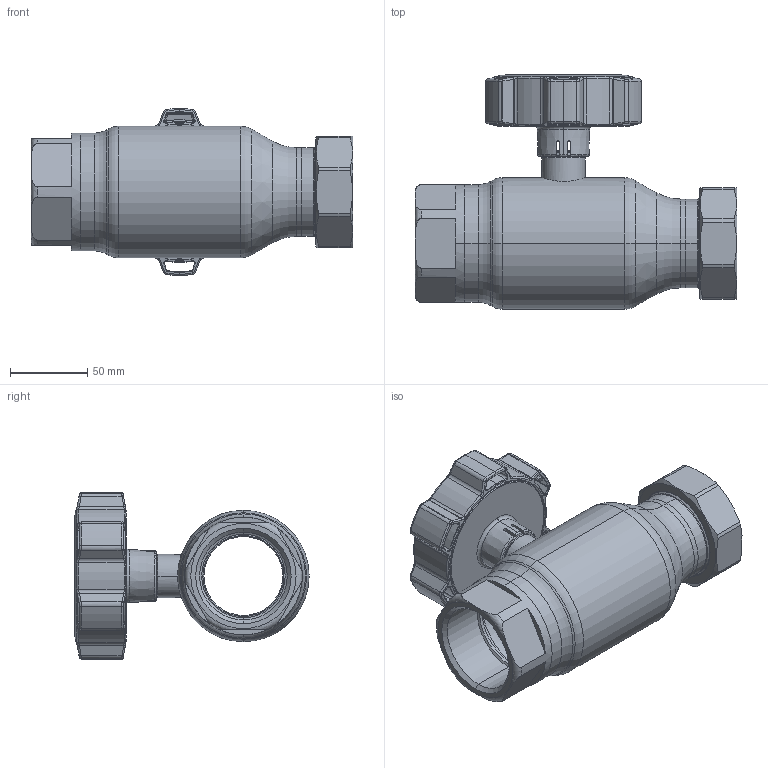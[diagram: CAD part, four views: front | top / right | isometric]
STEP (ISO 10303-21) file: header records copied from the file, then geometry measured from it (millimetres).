
FILE_DESCRIPTION (( 'STEP AP214' ), '1' );
FILE_NAME ('2050002200-0200.step', '2024-01-11T11:27:15', ( '' ), ( '' ), 'SwSTEP 2.0', 'SolidWorks 2021', '' );
FILE_SCHEMA (( 'AUTOMOTIVE_DESIGN' ));
Length unit declared in the file: millimetre
Products named in the file (1): 2050002200-0200
Bounding box: 208.2 x 151.5 x 107.98 mm (x, y, z)
Surface area: 125133.3 mm2 (no closed solid volume)
Topology: 0 solids, 14 shells, 538 faces, 1558 edges, 1003 vertices
Faces by surface type: bspline 145, cylinder 134, plane 115, torus 77, cone 61, sphere 6
Entity records: 31701 total; most frequent: CARTESIAN_POINT 13052, ORIENTED_EDGE 2740, DIRECTION 2335, EDGE_CURVE 1558, VERTEX_POINT 1003, AXIS2_PLACEMENT_3D 934, EDGE_LOOP 572, UNCERTAINTY_MEASURE_WITH_UNIT 540
